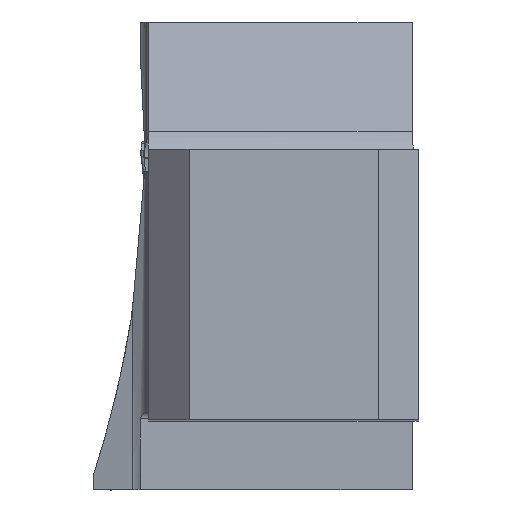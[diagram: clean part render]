
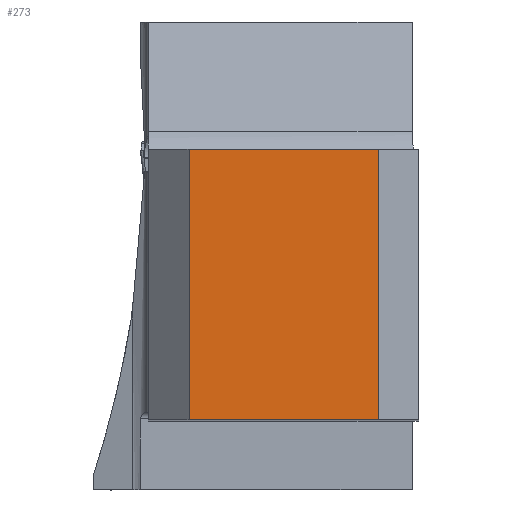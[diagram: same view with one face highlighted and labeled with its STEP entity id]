
A CAD part, top view. The second image highlights one B-rep face of the part: STEP entity #273.
In plain terms, the highlighted planar face has unit normal (0, 0, 1).
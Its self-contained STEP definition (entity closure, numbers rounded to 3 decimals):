
#273=ADVANCED_FACE('CU_BACK_SU1',(#451),#384,.F.);
#384=PLANE('',#2333);
#451=FACE_OUTER_BOUND('',#571,.T.);
#571=EDGE_LOOP('',(#892,#893,#894,#895));
#892=ORIENTED_EDGE('',*,*,#1697,.F.);
#893=ORIENTED_EDGE('',*,*,#1695,.T.);
#894=ORIENTED_EDGE('',*,*,#1698,.T.);
#895=ORIENTED_EDGE('',*,*,#1656,.F.);
#1441=VERTEX_POINT('',#3178);
#1442=VERTEX_POINT('',#3180);
#1463=VERTEX_POINT('',#3308);
#1464=VERTEX_POINT('',#3310);
#1656=EDGE_CURVE('',#1441,#1442,#1942,.T.);
#1695=EDGE_CURVE('',#1464,#1463,#1967,.T.);
#1697=EDGE_CURVE('',#1464,#1441,#1969,.T.);
#1698=EDGE_CURVE('',#1463,#1442,#1970,.T.);
#1942=LINE('',#3179,#2103);
#1967=LINE('',#3309,#2128);
#1969=LINE('',#3313,#2130);
#1970=LINE('',#3314,#2131);
#2103=VECTOR('',#2560,1.);
#2128=VECTOR('',#2625,1.);
#2130=VECTOR('',#2629,1.);
#2131=VECTOR('',#2630,1.);
#2333=AXIS2_PLACEMENT_3D('',#3315,#2631,#2632);
#2560=DIRECTION('',(1.,0.,0.));
#2625=DIRECTION('',(1.,0.,0.));
#2629=DIRECTION('',(0.,1.,0.));
#2630=DIRECTION('',(0.,1.,0.));
#2631=DIRECTION('',(0.,0.,-1.));
#2632=DIRECTION('',(-1.,0.,0.));
#3178=CARTESIAN_POINT('',(-16.925,19.925,0.));
#3179=CARTESIAN_POINT('',(-110.,19.925,0.));
#3180=CARTESIAN_POINT('',(-3.,19.925,0.));
#3308=CARTESIAN_POINT('',(-3.,0.,0.));
#3309=CARTESIAN_POINT('',(-110.,0.,0.));
#3310=CARTESIAN_POINT('',(-16.925,0.,0.));
#3313=CARTESIAN_POINT('',(-16.925,0.,0.));
#3314=CARTESIAN_POINT('',(-3.,0.,0.));
#3315=CARTESIAN_POINT('',(22.996,39.925,0.));
